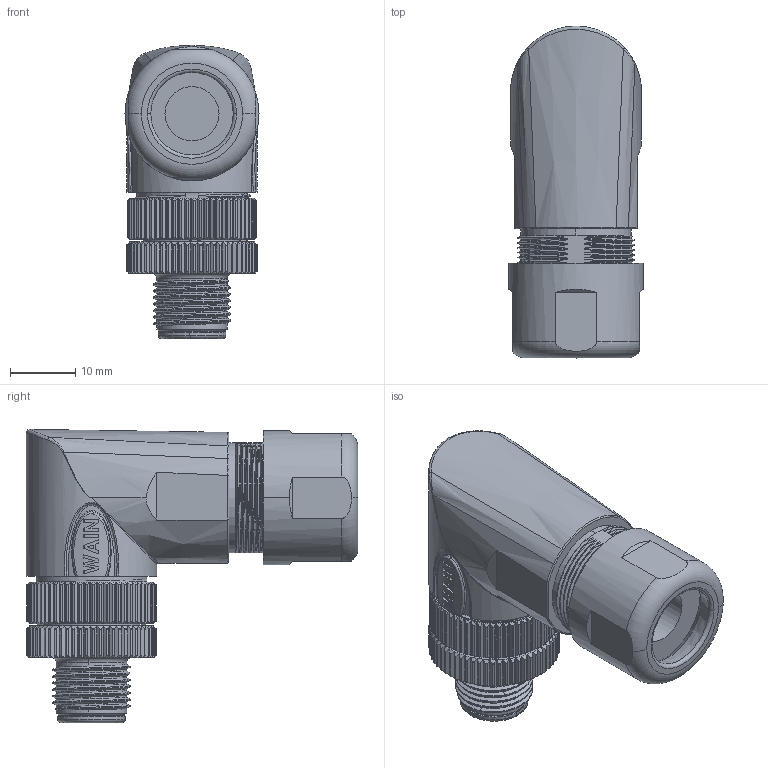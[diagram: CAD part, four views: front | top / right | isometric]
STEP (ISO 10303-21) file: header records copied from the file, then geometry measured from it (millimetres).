
FILE_DESCRIPTION((''),'2;1');
FILE_NAME('PRT0001','2021-01-05T',('zh.su'),(''),'PRO/ENGINEER BY PARAMETRIC TECHNOLOGY CORPORATION, 2012480','PRO/ENGINEER BY PARAMETRIC TECHNOLOGY CORPORATION, 2012480','');
FILE_SCHEMA(('CONFIG_CONTROL_DESIGN'));
Products named in the file (1): PRT0001
Bounding box: 20.5 x 50.76 x 44.85 mm (x, y, z)
Volume: 19531.1 mm3; surface area: 7259.3 mm2
Topology: 1 solids, 9 shells, 1173 faces, 2967 edges, 1834 vertices
Faces by surface type: plane 383, cylinder 326, cone 282, bspline 158, torus 10, sphere 8, extrusion 6
Entity records: 53194 total; most frequent: CARTESIAN_POINT 27319, ORIENTED_EDGE 5914, DIRECTION 4568, EDGE_CURVE 2957, VERTEX_POINT 1834, AXIS2_PLACEMENT_3D 1746, EDGE_LOOP 1225, FACE_OUTER_BOUND 1173
